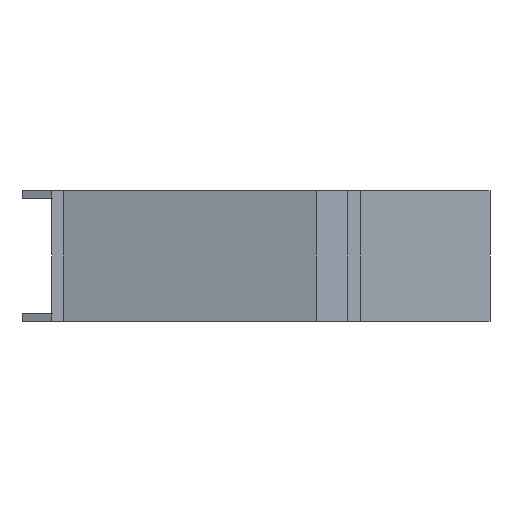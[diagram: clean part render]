
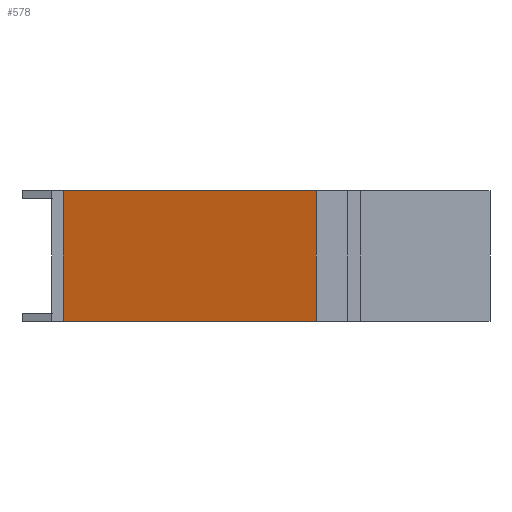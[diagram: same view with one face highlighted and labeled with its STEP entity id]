
A CAD part, left-side view. The second image highlights one B-rep face of the part: STEP entity #578.
In plain terms, the highlighted planar face has unit normal (-0.407, -0.913, 0).
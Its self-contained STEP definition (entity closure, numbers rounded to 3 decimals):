
#46=FACE_OUTER_BOUND('',#79,.T.);
#79=EDGE_LOOP('',(#463,#464,#465,#466));
#114=LINE('',#850,#189);
#137=LINE('',#896,#212);
#146=LINE('',#912,#221);
#147=LINE('',#914,#222);
#189=VECTOR('',#694,10.);
#212=VECTOR('',#719,10.);
#221=VECTOR('',#742,10.);
#222=VECTOR('',#745,10.);
#264=VERTEX_POINT('',#847);
#265=VERTEX_POINT('',#849);
#286=VERTEX_POINT('',#893);
#287=VERTEX_POINT('',#895);
#320=EDGE_CURVE('',#264,#265,#114,.T.);
#343=EDGE_CURVE('',#286,#287,#137,.T.);
#352=EDGE_CURVE('',#286,#265,#146,.T.);
#353=EDGE_CURVE('',#287,#264,#147,.T.);
#463=ORIENTED_EDGE('',*,*,#352,.T.);
#464=ORIENTED_EDGE('',*,*,#320,.F.);
#465=ORIENTED_EDGE('',*,*,#353,.F.);
#466=ORIENTED_EDGE('',*,*,#343,.F.);
#547=PLANE('',#637);
#578=ADVANCED_FACE('',(#46),#547,.T.);
#637=AXIS2_PLACEMENT_3D('',#913,#743,#744);
#694=DIRECTION('',(0.913,-0.407,0.));
#719=DIRECTION('',(-0.913,0.407,0.));
#742=DIRECTION('',(0.,0.,1.));
#743=DIRECTION('center_axis',(-0.407,-0.913,0.));
#744=DIRECTION('ref_axis',(0.913,-0.407,0.));
#745=DIRECTION('',(0.,0.,1.));
#847=CARTESIAN_POINT('',(0.,107.,20.05));
#849=CARTESIAN_POINT('',(173.614,29.597,20.05));
#850=CARTESIAN_POINT('',(0.,107.,20.05));
#893=CARTESIAN_POINT('',(173.614,29.597,-20.05));
#895=CARTESIAN_POINT('',(0.,107.,-20.05));
#896=CARTESIAN_POINT('',(0.,107.,-20.05));
#912=CARTESIAN_POINT('',(173.614,29.597,0.));
#913=CARTESIAN_POINT('Origin',(0.,107.,0.));
#914=CARTESIAN_POINT('',(0.,107.,0.));
